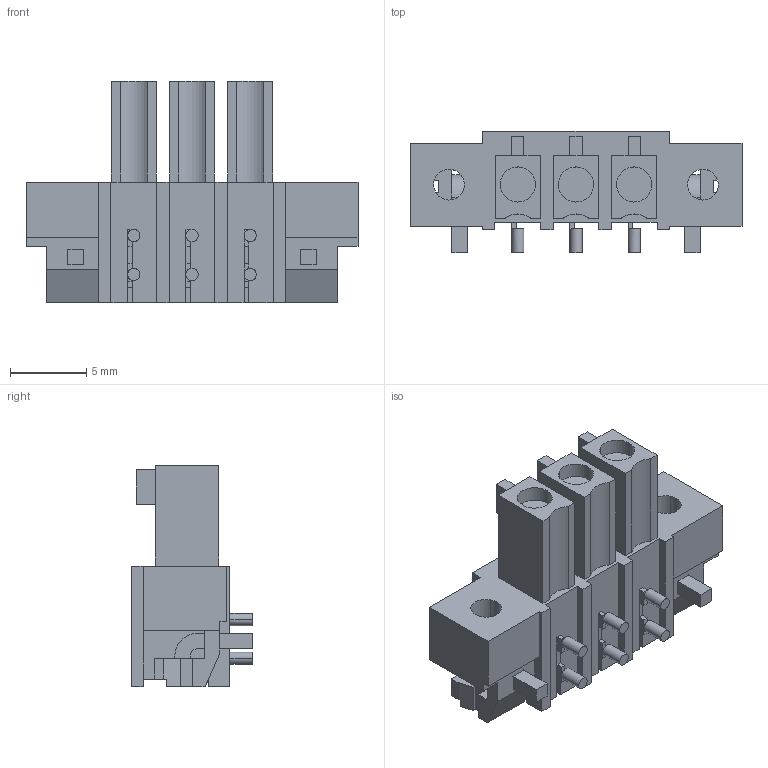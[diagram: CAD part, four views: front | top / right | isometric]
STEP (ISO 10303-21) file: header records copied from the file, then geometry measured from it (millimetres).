
FILE_DESCRIPTION(('CATIA V5 STEP Exchange'),'2;1');
FILE_NAME ('D1447078_0_1028730000_1028730000.stp','2016-12-08T12:08:53+00:00',('none'),('Weidmueller'),'CATIA Version 5-6 Release 2014','CATIA V5 STEP AP203','none');
FILE_SCHEMA(('CONFIG_CONTROL_DESIGN'));
Length unit declared in the file: millimetre
Products named in the file (1): 1028730000_S
Bounding box: 21.73 x 7.95 x 14.5 mm (x, y, z)
Volume: 1001.8 mm3; surface area: 1310.8 mm2
Topology: 6 solids, 6 shells, 285 faces, 746 edges, 486 vertices
Faces by surface type: plane 250, cylinder 35
Entity records: 8119 total; most frequent: ORIENTED_EDGE 1492, CARTESIAN_POINT 1487, DIRECTION 1104, EDGE_CURVE 746, VECTOR 645, LINE 645, VERTEX_POINT 486, EDGE_LOOP 306
